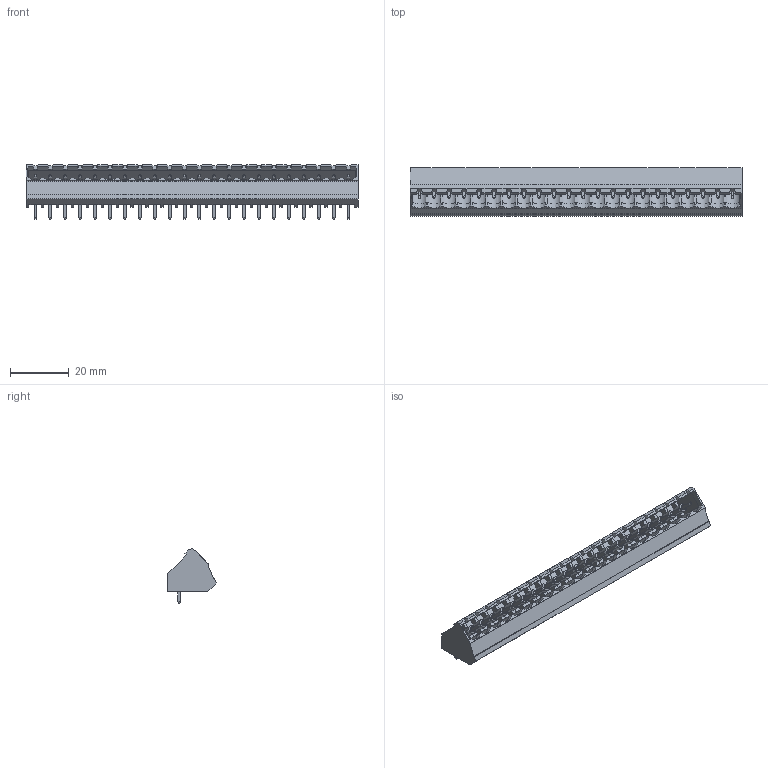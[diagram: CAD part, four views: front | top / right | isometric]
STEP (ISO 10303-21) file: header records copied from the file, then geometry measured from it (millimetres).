
FILE_DESCRIPTION( ( 'Unknown' ), '1' );
FILE_NAME( '691314520122.stp', 'Unknown', ( 'Unknown' ), ( 'Unknown' ), 'PSStep 15.0.49', 'Unknown', ' ' );
FILE_SCHEMA( ( 'AUTOMOTIVE_DESIGN { 1 0 10303 214 1 1 1 1 }' ) );
Length unit declared in the file: millimetre
Products named in the file (3): Assem1; 6913145201xx_PIN; 691314520122
Assembly tree (23 placements, depth 2):
  Assem1
    6913145201xx_PIN  x22
    691314520122
Bounding box: 113.16 x 16.5 x 18.6 mm (x, y, z)
Volume: 6929 mm3; surface area: 15528.5 mm2
Topology: 23 solids, 23 shells, 1280 faces, 3478 edges, 2222 vertices
Faces by surface type: plane 1192, cylinder 44, cone 22, torus 22
Full cylindrical faces by diameter (mm): 2.75 x22
Entity records: 38422 total; most frequent: CARTESIAN_POINT 5776, ORIENTED_EDGE 5396, DIRECTION 4876, EDGE_CURVE 2698, LINE 2324, VECTOR 2324, VERTEX_POINT 1780, AXIS2_PLACEMENT_3D 1276
